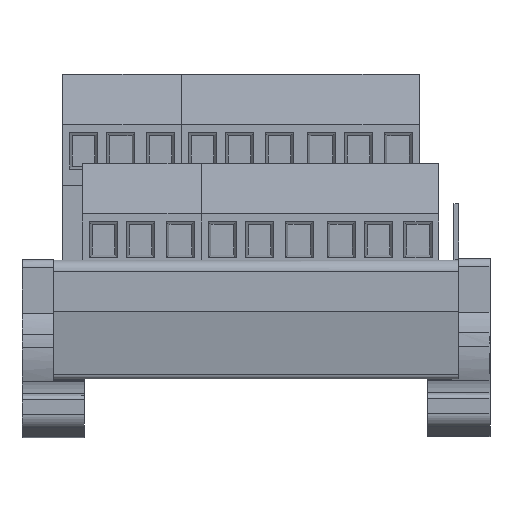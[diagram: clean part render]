
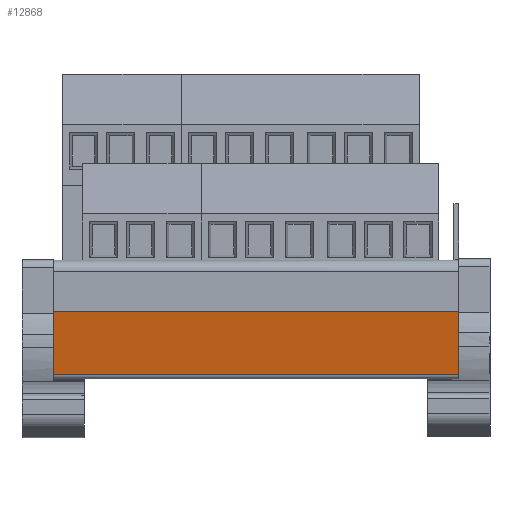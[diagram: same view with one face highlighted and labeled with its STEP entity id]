
A CAD part, front view. The second image highlights one B-rep face of the part: STEP entity #12868.
In plain terms, the highlighted planar face has unit normal (0, -0.985, -0.174).
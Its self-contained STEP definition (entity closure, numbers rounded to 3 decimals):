
#12855=AXIS2_PLACEMENT_3D('Plane Axis2P3D',#12852,#12853,#12854) ;
#7475=CARTESIAN_POINT('Vertex',(4.,1.279,8.046)) ;
#7478=CARTESIAN_POINT('Line Origine',(4.,0.565,12.098)) ;
#7482=CARTESIAN_POINT('Vertex',(4.,-0.15,16.15)) ;
#11798=CARTESIAN_POINT('Vertex',(56.,-0.15,16.15)) ;
#11801=CARTESIAN_POINT('Line Origine',(56.,0.565,12.098)) ;
#11805=CARTESIAN_POINT('Vertex',(56.,1.279,8.046)) ;
#12839=CARTESIAN_POINT('Line Origine',(-1.,1.279,8.046)) ;
#12852=CARTESIAN_POINT('Axis2P3D Location',(-1.,1.279,8.046)) ;
#12857=CARTESIAN_POINT('Line Origine',(30.,-0.15,16.15)) ;
#7479=DIRECTION('Vector Direction',(0.,0.174,-0.985)) ;
#11802=DIRECTION('Vector Direction',(0.,-0.174,0.985)) ;
#12840=DIRECTION('Vector Direction',(1.,0.,0.)) ;
#12853=DIRECTION('Axis2P3D Direction',(0.,0.985,0.174)) ;
#12854=DIRECTION('Axis2P3D XDirection',(0.,0.174,-0.985)) ;
#12858=DIRECTION('Vector Direction',(1.,0.,0.)) ;
#7480=VECTOR('Line Direction',#7479,1.) ;
#11803=VECTOR('Line Direction',#11802,1.) ;
#12841=VECTOR('Line Direction',#12840,1.) ;
#12859=VECTOR('Line Direction',#12858,1.) ;
#12863=ORIENTED_EDGE('',*,*,#12861,.F.) ;
#12864=ORIENTED_EDGE('',*,*,#7484,.T.) ;
#12865=ORIENTED_EDGE('',*,*,#12843,.T.) ;
#12866=ORIENTED_EDGE('',*,*,#11807,.T.) ;
#12868=ADVANCED_FACE('NONE',(#12867),#12856,.F.) ;
#7484=EDGE_CURVE('',#7483,#7476,#7481,.T.) ;
#11807=EDGE_CURVE('',#11806,#11799,#11804,.T.) ;
#12843=EDGE_CURVE('',#7476,#11806,#12842,.T.) ;
#12861=EDGE_CURVE('',#7483,#11799,#12860,.T.) ;
#12862=EDGE_LOOP('',(#12863,#12864,#12865,#12866)) ;
#12867=FACE_OUTER_BOUND('',#12862,.T.) ;
#7481=LINE('Line',#7478,#7480) ;
#11804=LINE('Line',#11801,#11803) ;
#12842=LINE('Line',#12839,#12841) ;
#12860=LINE('Line',#12857,#12859) ;
#12856=PLANE('',#12855) ;
#7476=VERTEX_POINT('',#7475) ;
#7483=VERTEX_POINT('',#7482) ;
#11799=VERTEX_POINT('',#11798) ;
#11806=VERTEX_POINT('',#11805) ;
